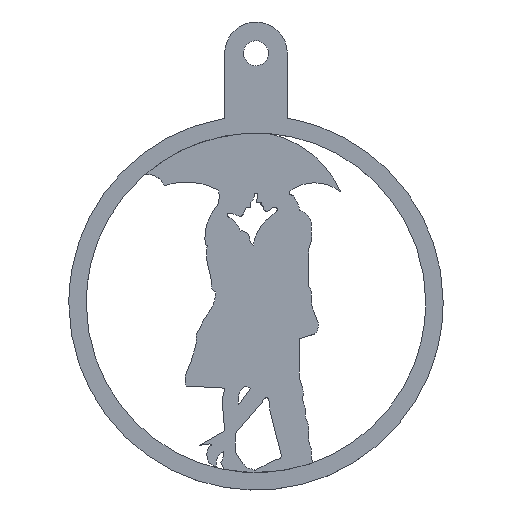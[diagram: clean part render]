
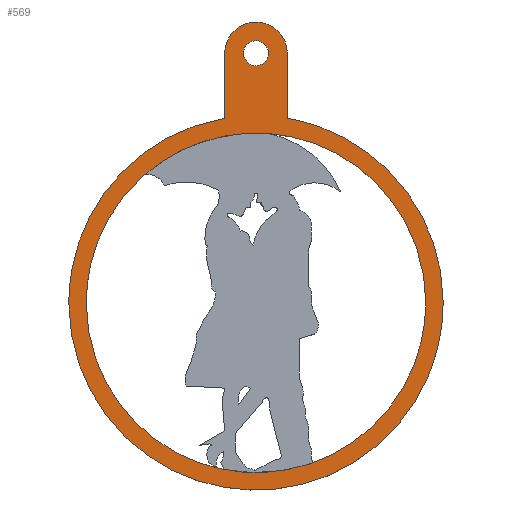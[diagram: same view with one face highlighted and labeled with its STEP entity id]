
A CAD part, top view. The second image highlights one B-rep face of the part: STEP entity #569.
In plain terms, the highlighted free-form (B-spline) face has degree [1, 1] with [2, 2] control points.
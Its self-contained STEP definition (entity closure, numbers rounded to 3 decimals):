
#184 = VERTEX_POINT('',#185);
#185 = CARTESIAN_POINT('',(2.77,55.404,2.77
    ));
#190 = EDGE_CURVE('',#191,#184,#193,.T.);
#191 = VERTEX_POINT('',#192);
#192 = CARTESIAN_POINT('',(-2.77,55.404,
    2.77));
#193 = ( BOUNDED_CURVE() B_SPLINE_CURVE(2,(#194,#195,#196,#197,#198),
.UNSPECIFIED.,.F.,.F.) B_SPLINE_CURVE_WITH_KNOTS((3,2,3),(3.142,
4.712,6.283),.PIECEWISE_BEZIER_KNOTS.) CURVE() 
GEOMETRIC_REPRESENTATION_ITEM() RATIONAL_B_SPLINE_CURVE((1.,
0.707,1.,0.707,1.)) REPRESENTATION_ITEM('') );
#194 = CARTESIAN_POINT('',(-2.77,55.404,
    2.77));
#195 = CARTESIAN_POINT('',(-2.77,52.634,
    2.77));
#196 = CARTESIAN_POINT('',(0.,52.634,
    2.77));
#197 = CARTESIAN_POINT('',(2.77,52.634,2.77
    ));
#198 = CARTESIAN_POINT('',(2.77,55.404,2.77
    ));
#229 = EDGE_CURVE('',#230,#232,#234,.T.);
#230 = VERTEX_POINT('',#231);
#231 = CARTESIAN_POINT('',(41.553,0.,
    2.77));
#232 = VERTEX_POINT('',#233);
#233 = CARTESIAN_POINT('',(6.926,40.972,2.77
    ));
#234 = ( BOUNDED_CURVE() B_SPLINE_CURVE(2,(#235,#236,#237),
.UNSPECIFIED.,.F.,.F.) B_SPLINE_CURVE_WITH_KNOTS((3,3),(0.,
1.403),.PIECEWISE_BEZIER_KNOTS.) CURVE() 
GEOMETRIC_REPRESENTATION_ITEM() RATIONAL_B_SPLINE_CURVE((1.,
0.764,1.)) REPRESENTATION_ITEM('') );
#235 = CARTESIAN_POINT('',(41.553,0.,2.77));
#236 = CARTESIAN_POINT('',(41.553,35.119,
    2.77));
#237 = CARTESIAN_POINT('',(6.926,40.972,2.77
    ));
#270 = EDGE_CURVE('',#271,#230,#273,.T.);
#271 = VERTEX_POINT('',#272);
#272 = CARTESIAN_POINT('',(-41.553,0.,2.77));
#273 = ( BOUNDED_CURVE() B_SPLINE_CURVE(2,(#274,#275,#276,#277,#278),
.UNSPECIFIED.,.F.,.F.) B_SPLINE_CURVE_WITH_KNOTS((3,2,3),(3.142,
4.712,6.283),.PIECEWISE_BEZIER_KNOTS.) CURVE() 
GEOMETRIC_REPRESENTATION_ITEM() RATIONAL_B_SPLINE_CURVE((1.,
0.707,1.,0.707,1.)) REPRESENTATION_ITEM('') );
#274 = CARTESIAN_POINT('',(-41.553,0.,
    2.77));
#275 = CARTESIAN_POINT('',(-41.553,-41.553,2.77)
  );
#276 = CARTESIAN_POINT('',(0.,-41.553,
    2.77));
#277 = CARTESIAN_POINT('',(41.553,-41.553,2.77
    ));
#278 = CARTESIAN_POINT('',(41.553,0.,
    2.77));
#344 = VERTEX_POINT('',#345);
#345 = CARTESIAN_POINT('',(37.675,0.,2.77));
#350 = EDGE_CURVE('',#351,#344,#353,.T.);
#351 = VERTEX_POINT('',#352);
#352 = CARTESIAN_POINT('',(-37.675,0.,
    2.77));
#353 = ( BOUNDED_CURVE() B_SPLINE_CURVE(2,(#354,#355,#356,#357,#358),
.UNSPECIFIED.,.F.,.F.) B_SPLINE_CURVE_WITH_KNOTS((3,2,3),(3.142,
4.712,6.283),.PIECEWISE_BEZIER_KNOTS.) CURVE() 
GEOMETRIC_REPRESENTATION_ITEM() RATIONAL_B_SPLINE_CURVE((1.,
0.707,1.,0.707,1.)) REPRESENTATION_ITEM('') );
#354 = CARTESIAN_POINT('',(-37.675,0.,
    2.77));
#355 = CARTESIAN_POINT('',(-37.675,-37.675,
    2.77));
#356 = CARTESIAN_POINT('',(0.,-37.675,
    2.77));
#357 = CARTESIAN_POINT('',(37.675,-37.675,
    2.77));
#358 = CARTESIAN_POINT('',(37.675,0.,
    2.77));
#389 = EDGE_CURVE('',#344,#351,#390,.T.);
#390 = ( BOUNDED_CURVE() B_SPLINE_CURVE(2,(#391,#392,#393,#394,#395),
.UNSPECIFIED.,.F.,.F.) B_SPLINE_CURVE_WITH_KNOTS((3,2,3),(0.,
1.571,3.142),.PIECEWISE_BEZIER_KNOTS.) CURVE() 
GEOMETRIC_REPRESENTATION_ITEM() RATIONAL_B_SPLINE_CURVE((1.,
0.707,1.,0.707,1.)) REPRESENTATION_ITEM('') );
#391 = CARTESIAN_POINT('',(37.675,0.,2.77));
#392 = CARTESIAN_POINT('',(37.675,37.675,
    2.77));
#393 = CARTESIAN_POINT('',(0.,37.675,
    2.77));
#394 = CARTESIAN_POINT('',(-37.675,37.675,
    2.77));
#395 = CARTESIAN_POINT('',(-37.675,0.,
    2.77));
#466 = VERTEX_POINT('',#467);
#467 = CARTESIAN_POINT('',(-6.926,55.404,
    2.77));
#472 = EDGE_CURVE('',#473,#466,#475,.T.);
#473 = VERTEX_POINT('',#474);
#474 = CARTESIAN_POINT('',(6.926,55.404,2.77
    ));
#475 = ( BOUNDED_CURVE() B_SPLINE_CURVE(2,(#476,#477,#478,#479,#480),
.UNSPECIFIED.,.F.,.F.) B_SPLINE_CURVE_WITH_KNOTS((3,2,3),(0.,
1.571,3.142),.PIECEWISE_BEZIER_KNOTS.) CURVE() 
GEOMETRIC_REPRESENTATION_ITEM() RATIONAL_B_SPLINE_CURVE((1.,
0.707,1.,0.707,1.)) REPRESENTATION_ITEM('') );
#476 = CARTESIAN_POINT('',(6.926,55.404,2.77
    ));
#477 = CARTESIAN_POINT('',(6.926,62.33,2.77)
  );
#478 = CARTESIAN_POINT('',(0.,62.33,
    2.77));
#479 = CARTESIAN_POINT('',(-6.926,62.33,2.77
    ));
#480 = CARTESIAN_POINT('',(-6.926,55.404,
    2.77));
#509 = VERTEX_POINT('',#510);
#510 = CARTESIAN_POINT('',(-6.926,40.972,
    2.77));
#515 = EDGE_CURVE('',#466,#509,#516,.T.);
#516 = B_SPLINE_CURVE_WITH_KNOTS('',1,(#517,#518),.UNSPECIFIED.,.F.,.F.,
  (2,2),(0.,10.42),.PIECEWISE_BEZIER_KNOTS.);
#517 = CARTESIAN_POINT('',(-6.926,55.404,
    2.77));
#518 = CARTESIAN_POINT('',(-6.926,40.972,
    2.77));
#530 = EDGE_CURVE('',#509,#271,#531,.T.);
#531 = ( BOUNDED_CURVE() B_SPLINE_CURVE(2,(#532,#533,#534),
.UNSPECIFIED.,.F.,.F.) B_SPLINE_CURVE_WITH_KNOTS((3,3),(1.738,
3.142),.PIECEWISE_BEZIER_KNOTS.) CURVE() 
GEOMETRIC_REPRESENTATION_ITEM() RATIONAL_B_SPLINE_CURVE((1.,
0.764,1.)) REPRESENTATION_ITEM('') );
#532 = CARTESIAN_POINT('',(-6.926,40.972,
    2.77));
#533 = CARTESIAN_POINT('',(-41.553,35.119,2.77
    ));
#534 = CARTESIAN_POINT('',(-41.553,0.,
    2.77));
#559 = EDGE_CURVE('',#232,#473,#560,.T.);
#560 = B_SPLINE_CURVE_WITH_KNOTS('',1,(#561,#562),.UNSPECIFIED.,.F.,.F.,
  (2,2),(-10.42,0.),.PIECEWISE_BEZIER_KNOTS.);
#561 = CARTESIAN_POINT('',(6.926,40.972,2.77
    ));
#562 = CARTESIAN_POINT('',(6.926,55.404,2.77
    ));
#569 = ADVANCED_FACE('',(#570,#581,#585),#593,.T.);
#570 = FACE_BOUND('',#571,.T.);
#571 = EDGE_LOOP('',(#572,#580));
#572 = ORIENTED_EDGE('',*,*,#573,.F.);
#573 = EDGE_CURVE('',#184,#191,#574,.T.);
#574 = ( BOUNDED_CURVE() B_SPLINE_CURVE(2,(#575,#576,#577,#578,#579),
.UNSPECIFIED.,.F.,.F.) B_SPLINE_CURVE_WITH_KNOTS((3,2,3),(0.,
1.571,3.142),.PIECEWISE_BEZIER_KNOTS.) CURVE() 
GEOMETRIC_REPRESENTATION_ITEM() RATIONAL_B_SPLINE_CURVE((1.,
0.707,1.,0.707,1.)) REPRESENTATION_ITEM('') );
#575 = CARTESIAN_POINT('',(2.77,55.404,2.77
    ));
#576 = CARTESIAN_POINT('',(2.77,58.174,2.77
    ));
#577 = CARTESIAN_POINT('',(0.,58.174,
    2.77));
#578 = CARTESIAN_POINT('',(-2.77,58.174,
    2.77));
#579 = CARTESIAN_POINT('',(-2.77,55.404,
    2.77));
#580 = ORIENTED_EDGE('',*,*,#190,.F.);
#581 = FACE_BOUND('',#582,.T.);
#582 = EDGE_LOOP('',(#583,#584));
#583 = ORIENTED_EDGE('',*,*,#389,.F.);
#584 = ORIENTED_EDGE('',*,*,#350,.F.);
#585 = FACE_BOUND('',#586,.T.);
#586 = EDGE_LOOP('',(#587,#588,#589,#590,#591,#592));
#587 = ORIENTED_EDGE('',*,*,#472,.T.);
#588 = ORIENTED_EDGE('',*,*,#515,.T.);
#589 = ORIENTED_EDGE('',*,*,#530,.T.);
#590 = ORIENTED_EDGE('',*,*,#270,.T.);
#591 = ORIENTED_EDGE('',*,*,#229,.T.);
#592 = ORIENTED_EDGE('',*,*,#559,.T.);
#593 = B_SPLINE_SURFACE_WITH_KNOTS('',1,1,(
    (#594,#595)
    ,(#596,#597
    )),.UNSPECIFIED.,.F.,.F.,.F.,(2,2),(2,2),(-30.,30.),(-70.,5.),
  .PIECEWISE_BEZIER_KNOTS.);
#594 = CARTESIAN_POINT('',(-41.553,-41.553,2.77)
  );
#595 = CARTESIAN_POINT('',(-41.553,62.33,2.77)
  );
#596 = CARTESIAN_POINT('',(41.553,-41.553,2.77
    ));
#597 = CARTESIAN_POINT('',(41.553,62.33,2.77
    ));
